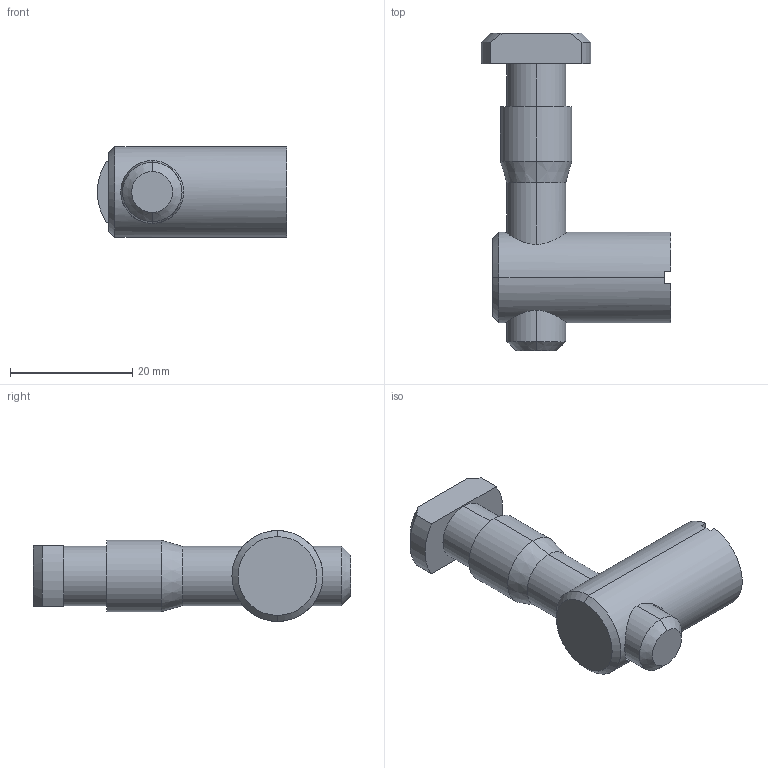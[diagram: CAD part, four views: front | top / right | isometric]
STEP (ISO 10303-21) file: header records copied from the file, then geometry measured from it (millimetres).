
FILE_DESCRIPTION (( 'STEP AP214' ), '1' );
FILE_NAME ('SNSD.30.52.03 Óãëîâîé ñîåäèíèòåëü 90 ãðàäóñîâ(H21), ïàç 10.STEP', '2014-12-23T12:57:20', ( 'XTreme.ws' ), ( 'XTreme.ws' ), 'SwSTEP 2.0', 'SolidWorks 2014', '' );
FILE_SCHEMA (( 'AUTOMOTIVE_DESIGN' ));
Length unit declared in the file: millimetre
Products named in the file (7): SNSD.30.50.48 鎔艜H16H21_00; SNSD.30.50.47 栺魛鳧H16H21_00; SNSD.30.50.48 鎔艜H16H21; SNSD.30.50.46 眈錼襭16H21; SNSD.30.50.47 栺魛鳧H16H21; SNSD.30.52.03  Óãëîâîé ñîåäèíèòåëü 90 ãðàäóñîâ(H21), ïàç 10; SNSD.30.50.46 眈錼襭16H21_00
Assembly tree (3 placements, depth 2):
  SNSD.30.50.48 鎔艜H16H21
  SNSD.30.50.46 眈錼襭16H21
  SNSD.30.50.47 栺魛鳧H16H21
  SNSD.30.52.03  Óãëîâîé ñîåäèíèòåëü 90 ãðàäóñîâ(H21), ïàç 10
    SNSD.30.50.46 眈錼襭16H21_00
    SNSD.30.50.47 栺魛鳧H16H21_00
    SNSD.30.50.48 鎔艜H16H21_00
Bounding box: 30.97 x 52 x 14.9 mm (x, y, z)
Volume: 8207.9 mm3; surface area: 5075.6 mm2
Topology: 3 solids, 3 shells, 66 faces, 154 edges, 98 vertices
Faces by surface type: plane 32, cylinder 20, cone 12, torus 2
Entity records: 2429 total; most frequent: CARTESIAN_POINT 673, DIRECTION 336, ORIENTED_EDGE 308, EDGE_CURVE 154, AXIS2_PLACEMENT_3D 133, VERTEX_POINT 98, EDGE_LOOP 74, LINE 70
